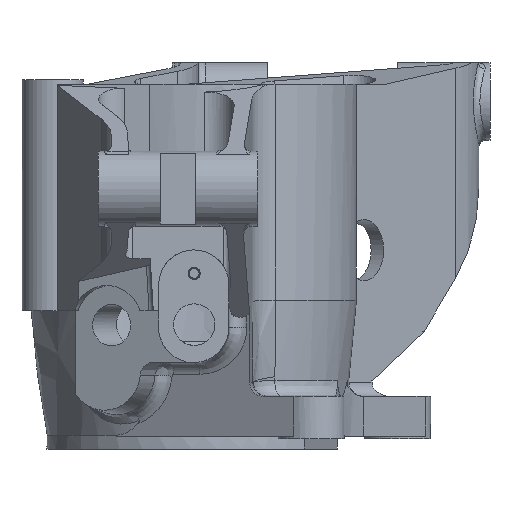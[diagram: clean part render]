
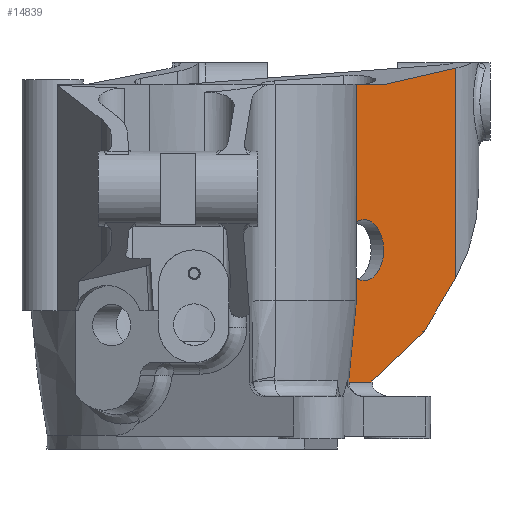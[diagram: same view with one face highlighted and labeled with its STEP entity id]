
A CAD part, left-side view. The second image highlights one B-rep face of the part: STEP entity #14839.
In plain terms, the highlighted planar face has unit normal (-0.643, -0.766, 0).
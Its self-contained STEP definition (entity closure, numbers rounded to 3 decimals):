
#193=PLANE('',#15874);
#522=CIRCLE('',#15684,13.);
#523=CIRCLE('',#15685,13.);
#1446=B_SPLINE_CURVE_WITH_KNOTS('',3,(#47968,#47969,#47970,#47971,#47972,
#47973,#47974,#47975,#47976,#47977,#47978,#47979,#47980,#47981,#47982,#47983),
 .UNSPECIFIED.,.F.,.F.,(4,3,3,3,3,4),(0.006,0.013,
0.02,0.022,0.023,0.041),
 .UNSPECIFIED.);
#2011=FACE_OUTER_BOUND('',#2849,.T.);
#2849=EDGE_LOOP('',(#11542,#11543,#11544,#11545,#11546,#11547,#11548,#11549,
#11550,#11551,#11552,#11553));
#4206=LINE('',#47449,#4950);
#4221=LINE('',#47710,#4965);
#4236=LINE('',#47958,#4980);
#4237=LINE('',#47960,#4981);
#4238=LINE('',#47961,#4982);
#4239=LINE('',#47963,#4983);
#4240=LINE('',#47964,#4984);
#4241=LINE('',#47966,#4985);
#4242=LINE('',#47984,#4986);
#4950=VECTOR('',#18088,1000.);
#4965=VECTOR('',#18129,1000.);
#4980=VECTOR('',#18158,1000.);
#4981=VECTOR('',#18159,1000.);
#4982=VECTOR('',#18160,1000.);
#4983=VECTOR('',#18161,1000.);
#4984=VECTOR('',#18162,1000.);
#4985=VECTOR('',#18163,1000.);
#4986=VECTOR('',#18164,1000.);
#6060=VERTEX_POINT('',#41932);
#6061=VERTEX_POINT('',#41934);
#6062=VERTEX_POINT('',#41936);
#6488=VERTEX_POINT('',#47446);
#6489=VERTEX_POINT('',#47448);
#6512=VERTEX_POINT('',#47709);
#6527=VERTEX_POINT('',#47956);
#6528=VERTEX_POINT('',#47957);
#6529=VERTEX_POINT('',#47959);
#6530=VERTEX_POINT('',#47962);
#6531=VERTEX_POINT('',#47965);
#6532=VERTEX_POINT('',#47967);
#7995=EDGE_CURVE('',#6061,#6060,#522,.T.);
#7997=EDGE_CURVE('',#6060,#6062,#523,.T.);
#8526=EDGE_CURVE('',#6489,#6488,#4206,.T.);
#8554=EDGE_CURVE('',#6489,#6512,#4221,.T.);
#8574=EDGE_CURVE('',#6527,#6528,#4236,.T.);
#8575=EDGE_CURVE('',#6529,#6527,#4237,.T.);
#8576=EDGE_CURVE('',#6512,#6529,#4238,.T.);
#8577=EDGE_CURVE('',#6488,#6530,#4239,.T.);
#8578=EDGE_CURVE('',#6061,#6530,#4240,.T.);
#8579=EDGE_CURVE('',#6531,#6062,#4241,.T.);
#8580=EDGE_CURVE('',#6532,#6531,#1446,.T.);
#8581=EDGE_CURVE('',#6528,#6532,#4242,.T.);
#11542=ORIENTED_EDGE('',*,*,#8574,.F.);
#11543=ORIENTED_EDGE('',*,*,#8575,.F.);
#11544=ORIENTED_EDGE('',*,*,#8576,.F.);
#11545=ORIENTED_EDGE('',*,*,#8554,.F.);
#11546=ORIENTED_EDGE('',*,*,#8526,.T.);
#11547=ORIENTED_EDGE('',*,*,#8577,.T.);
#11548=ORIENTED_EDGE('',*,*,#8578,.F.);
#11549=ORIENTED_EDGE('',*,*,#7995,.T.);
#11550=ORIENTED_EDGE('',*,*,#7997,.T.);
#11551=ORIENTED_EDGE('',*,*,#8579,.F.);
#11552=ORIENTED_EDGE('',*,*,#8580,.F.);
#11553=ORIENTED_EDGE('',*,*,#8581,.F.);
#14839=ADVANCED_FACE('',(#2011),#193,.T.);
#15684=AXIS2_PLACEMENT_3D('',#41935,#17604,#17605);
#15685=AXIS2_PLACEMENT_3D('',#41955,#17606,#17607);
#15874=AXIS2_PLACEMENT_3D('',#47955,#18156,#18157);
#17604=DIRECTION('center_axis',(0.643,0.766,0.));
#17605=DIRECTION('ref_axis',(-0.766,0.643,0.));
#17606=DIRECTION('center_axis',(0.643,0.766,0.));
#17607=DIRECTION('ref_axis',(-0.766,0.643,0.));
#18088=DIRECTION('',(-0.758,0.636,-0.147));
#18129=DIRECTION('',(0.,0.,-1.));
#18156=DIRECTION('center_axis',(-0.643,-0.766,0.));
#18157=DIRECTION('ref_axis',(0.766,-0.643,0.));
#18158=DIRECTION('',(0.,0.,-1.));
#18159=DIRECTION('',(-0.654,0.549,-0.52));
#18160=DIRECTION('',(-0.517,0.434,-0.738));
#18161=DIRECTION('',(-0.766,0.643,0.));
#18162=DIRECTION('',(0.,0.,1.));
#18163=DIRECTION('',(0.,0.,1.));
#18164=DIRECTION('',(-0.766,0.643,0.));
#41932=CARTESIAN_POINT('',(190.316,-53.696,79.825));
#41934=CARTESIAN_POINT('',(171.409,-37.832,85.531));
#41935=CARTESIAN_POINT('Origin',(180.357,-45.34,79.825));
#41936=CARTESIAN_POINT('',(171.409,-37.832,74.119));
#41955=CARTESIAN_POINT('Origin',(180.357,-45.34,79.825));
#47446=CARTESIAN_POINT('',(191.378,-54.587,150.5));
#47448=CARTESIAN_POINT('',(226.958,-84.443,157.38));
#47449=CARTESIAN_POINT('',(228.193,-85.479,157.619));
#47709=CARTESIAN_POINT('',(226.958,-84.443,68.126));
#47710=CARTESIAN_POINT('',(226.958,-84.443,168.5));
#47955=CARTESIAN_POINT('Origin',(226.958,-84.443,168.5));
#47956=CARTESIAN_POINT('',(184.388,-48.722,24.124));
#47957=CARTESIAN_POINT('',(184.388,-48.722,23.5));
#47958=CARTESIAN_POINT('',(184.388,-48.722,36.507));
#47959=CARTESIAN_POINT('',(210.932,-70.995,45.238));
#47960=CARTESIAN_POINT('',(261.942,-113.798,85.813));
#47961=CARTESIAN_POINT('',(265.712,-116.962,123.472));
#47962=CARTESIAN_POINT('',(171.409,-37.832,150.5));
#47963=CARTESIAN_POINT('',(226.958,-84.443,150.5));
#47964=CARTESIAN_POINT('',(171.409,-37.832,168.5));
#47965=CARTESIAN_POINT('',(171.409,-37.832,57.964));
#47966=CARTESIAN_POINT('',(171.409,-37.832,168.5));
#47967=CARTESIAN_POINT('',(168.729,-35.583,23.5));
#47968=CARTESIAN_POINT('Ctrl Pts',(168.729,-35.583,23.5));
#47969=CARTESIAN_POINT('Ctrl Pts',(168.984,-35.797,25.779));
#47970=CARTESIAN_POINT('Ctrl Pts',(169.223,-35.997,28.06));
#47971=CARTESIAN_POINT('Ctrl Pts',(169.447,-36.185,30.345));
#47972=CARTESIAN_POINT('Ctrl Pts',(169.672,-36.374,32.641));
#47973=CARTESIAN_POINT('Ctrl Pts',(169.881,-36.55,34.94));
#47974=CARTESIAN_POINT('Ctrl Pts',(170.076,-36.713,37.242));
#47975=CARTESIAN_POINT('Ctrl Pts',(170.146,-36.772,38.076));
#47976=CARTESIAN_POINT('Ctrl Pts',(170.215,-36.83,38.911));
#47977=CARTESIAN_POINT('Ctrl Pts',(170.281,-36.885,39.747));
#47978=CARTESIAN_POINT('Ctrl Pts',(170.306,-36.906,40.063));
#47979=CARTESIAN_POINT('Ctrl Pts',(170.331,-36.927,40.379));
#47980=CARTESIAN_POINT('Ctrl Pts',(170.356,-36.948,40.695));
#47981=CARTESIAN_POINT('Ctrl Pts',(170.802,-37.323,46.441));
#47982=CARTESIAN_POINT('Ctrl Pts',(171.153,-37.617,52.197));
#47983=CARTESIAN_POINT('Ctrl Pts',(171.409,-37.832,57.964));
#47984=CARTESIAN_POINT('',(226.958,-84.443,23.5));
